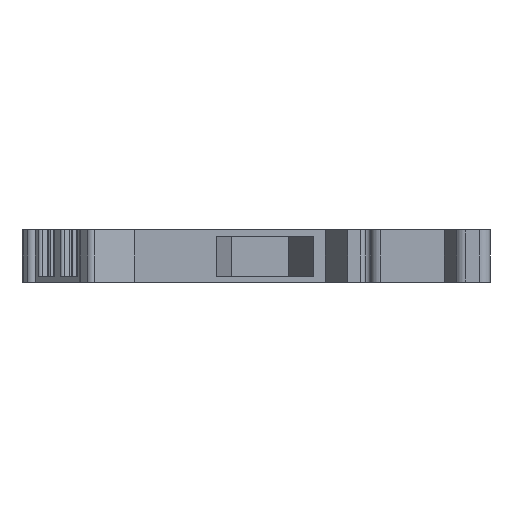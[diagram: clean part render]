
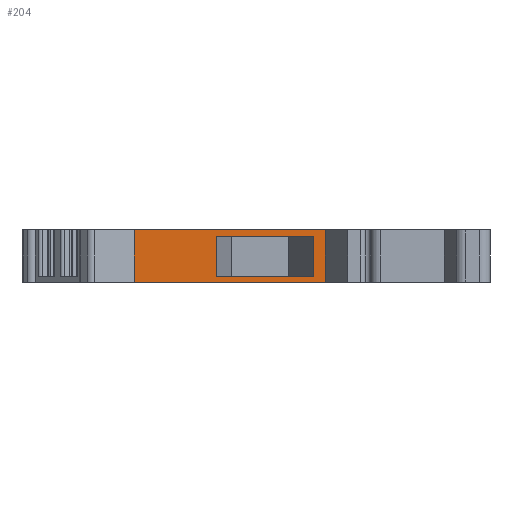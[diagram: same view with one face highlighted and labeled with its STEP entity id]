
A CAD part, left-side view. The second image highlights one B-rep face of the part: STEP entity #204.
In plain terms, the highlighted planar face has unit normal (-1, 0, 0).
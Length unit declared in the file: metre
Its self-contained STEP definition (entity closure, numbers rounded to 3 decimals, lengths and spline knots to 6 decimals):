
#204 = ADVANCED_FACE( '', ( #530, #531 ), #532, .T. );
#530 = FACE_OUTER_BOUND( '', #923, .T. );
#531 = FACE_BOUND( '', #924, .T. );
#532 = PLANE( '', #925 );
#923 = EDGE_LOOP( '', ( #2252, #2253, #2254, #2255 ) );
#924 = EDGE_LOOP( '', ( #2256, #2257, #2258, #2259 ) );
#925 = AXIS2_PLACEMENT_3D( '', #2260, #2261, #2262 );
#2252 = ORIENTED_EDGE( '', *, *, #3139, .F. );
#2253 = ORIENTED_EDGE( '', *, *, #2865, .F. );
#2254 = ORIENTED_EDGE( '', *, *, #3140, .T. );
#2255 = ORIENTED_EDGE( '', *, *, #2834, .T. );
#2256 = ORIENTED_EDGE( '', *, *, #3141, .T. );
#2257 = ORIENTED_EDGE( '', *, *, #3142, .T. );
#2258 = ORIENTED_EDGE( '', *, *, #3143, .T. );
#2259 = ORIENTED_EDGE( '', *, *, #3144, .T. );
#2260 = CARTESIAN_POINT( '', ( -0.01795, 0.0167, -0.07 ) );
#2261 = DIRECTION( '', ( -1., 0., 0. ) );
#2262 = DIRECTION( '', ( 0., 0., 1. ) );
#2834 = EDGE_CURVE( '', #3513, #3511, #3514, .T. );
#2865 = EDGE_CURVE( '', #3569, #3571, #3572, .T. );
#3139 = EDGE_CURVE( '', #3571, #3511, #3987, .F. );
#3140 = EDGE_CURVE( '', #3569, #3513, #3988, .F. );
#3141 = EDGE_CURVE( '', #3989, #3990, #3991, .T. );
#3142 = EDGE_CURVE( '', #3990, #3992, #3993, .F. );
#3143 = EDGE_CURVE( '', #3992, #3994, #3995, .F. );
#3144 = EDGE_CURVE( '', #3994, #3989, #3996, .F. );
#3511 = VERTEX_POINT( '', #4491 );
#3513 = VERTEX_POINT( '', #4494 );
#3514 = LINE( '', #4495, #4496 );
#3569 = VERTEX_POINT( '', #4567 );
#3571 = VERTEX_POINT( '', #4570 );
#3572 = LINE( '', #4571, #4572 );
#3987 = LINE( '', #5205, #5206 );
#3988 = LINE( '', #5207, #5208 );
#3989 = VERTEX_POINT( '', #5209 );
#3990 = VERTEX_POINT( '', #5210 );
#3991 = LINE( '', #5211, #5212 );
#3992 = VERTEX_POINT( '', #5213 );
#3993 = LINE( '', #5214, #5215 );
#3994 = VERTEX_POINT( '', #5216 );
#3995 = LINE( '', #5217, #5218 );
#3996 = LINE( '', #5219, #5220 );
#4491 = CARTESIAN_POINT( '', ( -0.01795, 0.0167, 0. ) );
#4494 = CARTESIAN_POINT( '', ( -0.01795, -0.001976, 0. ) );
#4495 = CARTESIAN_POINT( '', ( -0.01795, 0.0167, 0. ) );
#4496 = VECTOR( '', #5645, 1. );
#4567 = CARTESIAN_POINT( '', ( -0.01795, -0.001976, -0.0051 ) );
#4570 = CARTESIAN_POINT( '', ( -0.01795, 0.0167, -0.0051 ) );
#4571 = CARTESIAN_POINT( '', ( -0.01795, -0.013762, -0.0051 ) );
#4572 = VECTOR( '', #5702, 1. );
#5205 = CARTESIAN_POINT( '', ( -0.01795, 0.0167, -0.07 ) );
#5206 = VECTOR( '', #6086, 1. );
#5207 = CARTESIAN_POINT( '', ( -0.01795, -0.001976, -0.07 ) );
#5208 = VECTOR( '', #6087, 1. );
#5209 = CARTESIAN_POINT( '', ( -0.01795, 0.00869, -0.0006 ) );
#5210 = CARTESIAN_POINT( '', ( -0.01795, -0.000851, -0.0006 ) );
#5211 = CARTESIAN_POINT( '', ( -0.01795, 0.0167, -0.0006 ) );
#5212 = VECTOR( '', #6088, 1. );
#5213 = CARTESIAN_POINT( '', ( -0.01795, -0.000851, -0.00455 ) );
#5214 = CARTESIAN_POINT( '', ( -0.01795, -0.000851, -0.07 ) );
#5215 = VECTOR( '', #6089, 1. );
#5216 = CARTESIAN_POINT( '', ( -0.01795, 0.00869, -0.00455 ) );
#5217 = CARTESIAN_POINT( '', ( -0.01795, 0.0167, -0.00455 ) );
#5218 = VECTOR( '', #6090, 1. );
#5219 = CARTESIAN_POINT( '', ( -0.01795, 0.00869, -0.07 ) );
#5220 = VECTOR( '', #6091, 1. );
#5645 = DIRECTION( '', ( 0., 1., 0. ) );
#5702 = DIRECTION( '', ( 0., 1., 0. ) );
#6086 = DIRECTION( '', ( 0., 0., -1. ) );
#6087 = DIRECTION( '', ( 0., 0., -1. ) );
#6088 = DIRECTION( '', ( 0., -1., 0. ) );
#6089 = DIRECTION( '', ( 0., 0., 1. ) );
#6090 = DIRECTION( '', ( 0., -1., 0. ) );
#6091 = DIRECTION( '', ( 0., 0., -1. ) );
